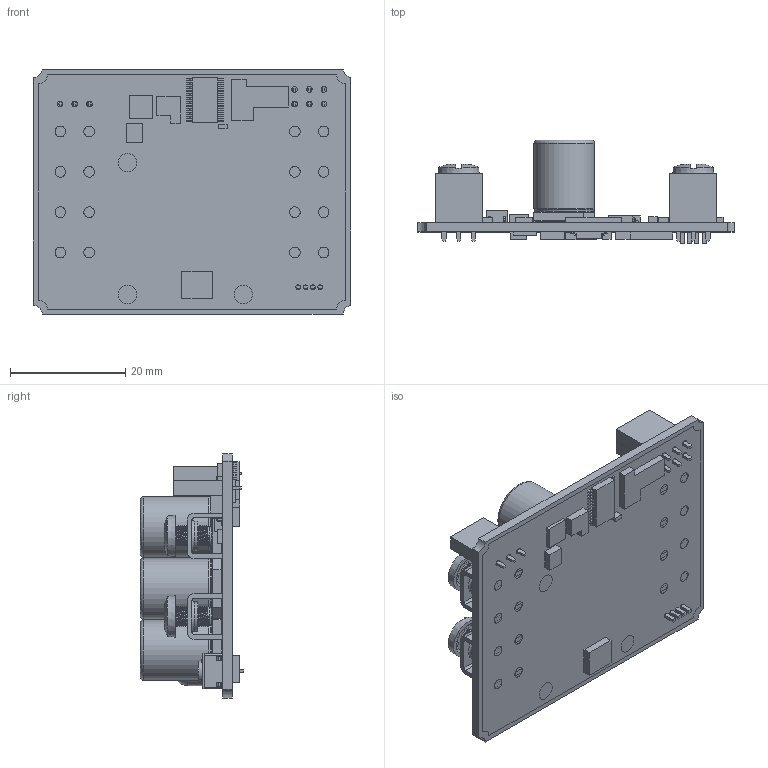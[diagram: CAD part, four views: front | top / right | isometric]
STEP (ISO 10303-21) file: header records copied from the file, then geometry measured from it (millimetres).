
FILE_DESCRIPTION(/* description */ (''),/* implementation_level */ '2;1');
FILE_NAME(/* name */ 'RR-SPARK-BD-B-Assembly.iam.step',/* time_stamp */ '2017-01-04T15:03:25-08:00',/* author */ ('PhillipD'),/* organization */ (''),/* preprocessor_version */ 'ST-DEVELOPER v16.5',/* originating_system */ 'Autodesk Inventor 2017',/* authorisation */ '');
FILE_SCHEMA (('AUTOMOTIVE_DESIGN { 1 0 10303 214 3 1 1 }'));
Length unit declared in the file: millimetre
Products named in the file (16): RR-SPARK-BD-B-Assembly; RR-SPARK-BD-B; ScrewTerminalAssembly; ScrewTerminalBase; ScrewTerminalScrew; Header-Female-1x3-PPTC031LFBN-RC; LED-RGB-ThroughHole; MOSFET-PSMN1R0-30YLC115; Varistor; Crystal; Button-PTS645SM43SMTR92LFS; OptoIsolator-TLP118; GateDriver-A4940KLPTR-T; MCU-PIC16F1828-I-GZ; Capacitor-UCL1V471MNL1GS; 1mmborder
Assembly tree (26 placements, depth 3):
  RR-SPARK-BD-B-Assembly
    RR-SPARK-BD-B
    ScrewTerminalAssembly  x4
      ScrewTerminalBase
      ScrewTerminalScrew
    Header-Female-1x3-PPTC031LFBN-RC  x3
    LED-RGB-ThroughHole
    MOSFET-PSMN1R0-30YLC115  x4
    Varistor  x2
    Crystal
    Button-PTS645SM43SMTR92LFS
    OptoIsolator-TLP118
    GateDriver-A4940KLPTR-T
    MCU-PIC16F1828-I-GZ
    Capacitor-UCL1V471MNL1GS  x3
    1mmborder
Bounding box: 55.12 x 17.9 x 42.42 mm (x, y, z)
Volume: 12900.9 mm3; surface area: 16278.2 mm2
Topology: 31 solids, 31 shells, 1500 faces, 3957 edges, 2612 vertices
Faces by surface type: plane 1080, cylinder 342, bspline 36, torus 21, cone 20, sphere 1
Full cylindrical faces by diameter (mm): 0.5 x4, 0.8 x4, 0.991 x9, 1.85 x16, 3.175 x3, 3.251 x60, 3.5 x1, 3.505 x8, 5 x1, 5.131 x4, 10.5 x3
Entity records: 28938 total; most frequent: CARTESIAN_POINT 6904, DIRECTION 4380, ORIENTED_EDGE 4340, EDGE_CURVE 2170, LINE 1688, VECTOR 1688, VERTEX_POINT 1473, AXIS2_PLACEMENT_3D 1346
